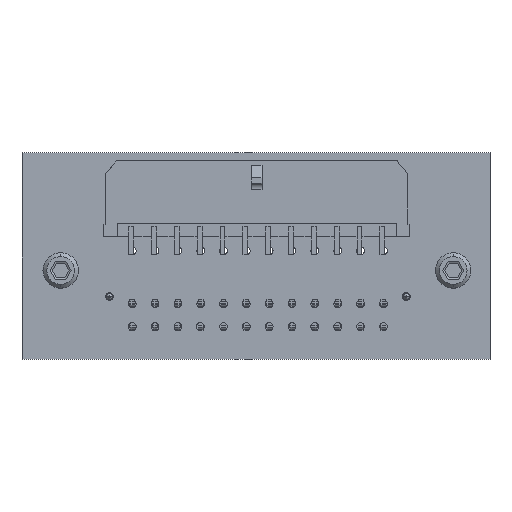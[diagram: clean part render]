
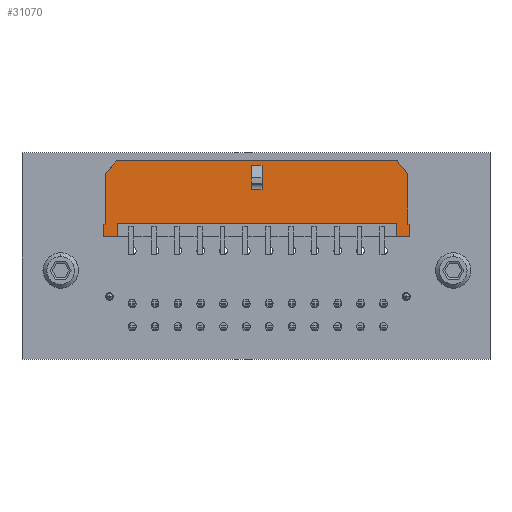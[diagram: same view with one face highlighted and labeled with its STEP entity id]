
A CAD part, top view. The second image highlights one B-rep face of the part: STEP entity #31070.
In plain terms, the highlighted planar face has unit normal (0, 0, 1).
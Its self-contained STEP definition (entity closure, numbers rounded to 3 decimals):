
#29912 = VERTEX_POINT('',#29913);
#29913 = CARTESIAN_POINT('',(94.848,86.837,
    7.245));
#29919 = EDGE_CURVE('',#29912,#29920,#29922,.T.);
#29920 = VERTEX_POINT('',#29921);
#29921 = CARTESIAN_POINT('',(94.848,93.497,
    7.245));
#29922 = LINE('',#29923,#29924);
#29923 = CARTESIAN_POINT('',(94.848,86.837,
    7.245));
#29924 = VECTOR('',#29925,1.);
#29925 = DIRECTION('',(0.,1.,0.));
#30705 = VERTEX_POINT('',#30706);
#30706 = CARTESIAN_POINT('',(55.198,93.497,
    7.245));
#30712 = EDGE_CURVE('',#30713,#30705,#30715,.T.);
#30713 = VERTEX_POINT('',#30714);
#30714 = CARTESIAN_POINT('',(55.198,86.837,
    7.245));
#30715 = LINE('',#30716,#30717);
#30716 = CARTESIAN_POINT('',(55.198,86.837,
    7.245));
#30717 = VECTOR('',#30718,1.);
#30718 = DIRECTION('',(0.,1.,0.));
#30932 = VERTEX_POINT('',#30933);
#30933 = CARTESIAN_POINT('',(56.582,95.147,
    7.245));
#30939 = EDGE_CURVE('',#30705,#30932,#30940,.T.);
#30940 = LINE('',#30941,#30942);
#30941 = CARTESIAN_POINT('',(55.198,93.497,
    7.245));
#30942 = VECTOR('',#30943,1.);
#30943 = DIRECTION('',(0.643,0.766,
    0.));
#31020 = EDGE_CURVE('',#31021,#29920,#31023,.T.);
#31021 = VERTEX_POINT('',#31022);
#31022 = CARTESIAN_POINT('',(93.463,95.147,
    7.245));
#31023 = LINE('',#31024,#31025);
#31024 = CARTESIAN_POINT('',(93.463,95.147,
    7.245));
#31025 = VECTOR('',#31026,1.);
#31026 = DIRECTION('',(0.643,-0.766,
    0.));
#31070 = ADVANCED_FACE('',(#31071,#31153),#31187,.T.);
#31071 = FACE_BOUND('',#31072,.F.);
#31072 = EDGE_LOOP('',(#31073,#31083,#31091,#31099,#31107,#31115,#31121,
    #31122,#31123,#31129,#31130,#31131,#31139,#31147));
#31073 = ORIENTED_EDGE('',*,*,#31074,.T.);
#31074 = EDGE_CURVE('',#31075,#31077,#31079,.T.);
#31075 = VERTEX_POINT('',#31076);
#31076 = CARTESIAN_POINT('',(93.348,85.237,
    7.245));
#31077 = VERTEX_POINT('',#31078);
#31078 = CARTESIAN_POINT('',(93.348,86.987,
    7.245));
#31079 = LINE('',#31080,#31081);
#31080 = CARTESIAN_POINT('',(93.348,85.237,
    7.245));
#31081 = VECTOR('',#31082,1.);
#31082 = DIRECTION('',(0.,1.,0.));
#31083 = ORIENTED_EDGE('',*,*,#31084,.T.);
#31084 = EDGE_CURVE('',#31077,#31085,#31087,.T.);
#31085 = VERTEX_POINT('',#31086);
#31086 = CARTESIAN_POINT('',(56.698,86.987,
    7.245));
#31087 = LINE('',#31088,#31089);
#31088 = CARTESIAN_POINT('',(93.348,86.987,
    7.245));
#31089 = VECTOR('',#31090,1.);
#31090 = DIRECTION('',(-1.,0.,0.));
#31091 = ORIENTED_EDGE('',*,*,#31092,.F.);
#31092 = EDGE_CURVE('',#31093,#31085,#31095,.T.);
#31093 = VERTEX_POINT('',#31094);
#31094 = CARTESIAN_POINT('',(56.698,85.237,
    7.245));
#31095 = LINE('',#31096,#31097);
#31096 = CARTESIAN_POINT('',(56.698,85.237,
    7.245));
#31097 = VECTOR('',#31098,1.);
#31098 = DIRECTION('',(0.,1.,0.));
#31099 = ORIENTED_EDGE('',*,*,#31100,.F.);
#31100 = EDGE_CURVE('',#31101,#31093,#31103,.T.);
#31101 = VERTEX_POINT('',#31102);
#31102 = CARTESIAN_POINT('',(54.948,85.237,
    7.245));
#31103 = LINE('',#31104,#31105);
#31104 = CARTESIAN_POINT('',(54.948,85.237,
    7.245));
#31105 = VECTOR('',#31106,1.);
#31106 = DIRECTION('',(1.,0.,0.));
#31107 = ORIENTED_EDGE('',*,*,#31108,.F.);
#31108 = EDGE_CURVE('',#31109,#31101,#31111,.T.);
#31109 = VERTEX_POINT('',#31110);
#31110 = CARTESIAN_POINT('',(54.948,86.837,
    7.245));
#31111 = LINE('',#31112,#31113);
#31112 = CARTESIAN_POINT('',(54.948,86.837,
    7.245));
#31113 = VECTOR('',#31114,1.);
#31114 = DIRECTION('',(0.,-1.,0.));
#31115 = ORIENTED_EDGE('',*,*,#31116,.F.);
#31116 = EDGE_CURVE('',#30713,#31109,#31117,.T.);
#31117 = LINE('',#31118,#31119);
#31118 = CARTESIAN_POINT('',(55.198,86.837,
    7.245));
#31119 = VECTOR('',#31120,1.);
#31120 = DIRECTION('',(-1.,0.,0.));
#31121 = ORIENTED_EDGE('',*,*,#30712,.T.);
#31122 = ORIENTED_EDGE('',*,*,#30939,.T.);
#31123 = ORIENTED_EDGE('',*,*,#31124,.F.);
#31124 = EDGE_CURVE('',#31021,#30932,#31125,.T.);
#31125 = LINE('',#31126,#31127);
#31126 = CARTESIAN_POINT('',(93.463,95.147,
    7.245));
#31127 = VECTOR('',#31128,1.);
#31128 = DIRECTION('',(-1.,0.,0.));
#31129 = ORIENTED_EDGE('',*,*,#31020,.T.);
#31130 = ORIENTED_EDGE('',*,*,#29919,.F.);
#31131 = ORIENTED_EDGE('',*,*,#31132,.F.);
#31132 = EDGE_CURVE('',#31133,#29912,#31135,.T.);
#31133 = VERTEX_POINT('',#31134);
#31134 = CARTESIAN_POINT('',(95.098,86.837,
    7.245));
#31135 = LINE('',#31136,#31137);
#31136 = CARTESIAN_POINT('',(95.098,86.837,
    7.245));
#31137 = VECTOR('',#31138,1.);
#31138 = DIRECTION('',(-1.,0.,0.));
#31139 = ORIENTED_EDGE('',*,*,#31140,.F.);
#31140 = EDGE_CURVE('',#31141,#31133,#31143,.T.);
#31141 = VERTEX_POINT('',#31142);
#31142 = CARTESIAN_POINT('',(95.098,85.237,
    7.245));
#31143 = LINE('',#31144,#31145);
#31144 = CARTESIAN_POINT('',(95.098,85.237,
    7.245));
#31145 = VECTOR('',#31146,1.);
#31146 = DIRECTION('',(0.,1.,0.));
#31147 = ORIENTED_EDGE('',*,*,#31148,.F.);
#31148 = EDGE_CURVE('',#31075,#31141,#31149,.T.);
#31149 = LINE('',#31150,#31151);
#31150 = CARTESIAN_POINT('',(93.348,85.237,
    7.245));
#31151 = VECTOR('',#31152,1.);
#31152 = DIRECTION('',(1.,0.,0.));
#31153 = FACE_BOUND('',#31154,.F.);
#31154 = EDGE_LOOP('',(#31155,#31165,#31173,#31181));
#31155 = ORIENTED_EDGE('',*,*,#31156,.F.);
#31156 = EDGE_CURVE('',#31157,#31159,#31161,.T.);
#31157 = VERTEX_POINT('',#31158);
#31158 = CARTESIAN_POINT('',(75.723,94.607,
    7.245));
#31159 = VERTEX_POINT('',#31160);
#31160 = CARTESIAN_POINT('',(75.723,91.447,
    7.245));
#31161 = LINE('',#31162,#31163);
#31162 = CARTESIAN_POINT('',(75.723,94.607,
    7.245));
#31163 = VECTOR('',#31164,1.);
#31164 = DIRECTION('',(0.,-1.,0.));
#31165 = ORIENTED_EDGE('',*,*,#31166,.T.);
#31166 = EDGE_CURVE('',#31157,#31167,#31169,.T.);
#31167 = VERTEX_POINT('',#31168);
#31168 = CARTESIAN_POINT('',(74.323,94.607,
    7.245));
#31169 = LINE('',#31170,#31171);
#31170 = CARTESIAN_POINT('',(75.723,94.607,
    7.245));
#31171 = VECTOR('',#31172,1.);
#31172 = DIRECTION('',(-1.,0.,0.));
#31173 = ORIENTED_EDGE('',*,*,#31174,.T.);
#31174 = EDGE_CURVE('',#31167,#31175,#31177,.T.);
#31175 = VERTEX_POINT('',#31176);
#31176 = CARTESIAN_POINT('',(74.323,91.447,
    7.245));
#31177 = LINE('',#31178,#31179);
#31178 = CARTESIAN_POINT('',(74.323,94.607,
    7.245));
#31179 = VECTOR('',#31180,1.);
#31180 = DIRECTION('',(0.,-1.,0.));
#31181 = ORIENTED_EDGE('',*,*,#31182,.F.);
#31182 = EDGE_CURVE('',#31159,#31175,#31183,.T.);
#31183 = LINE('',#31184,#31185);
#31184 = CARTESIAN_POINT('',(75.723,91.447,
    7.245));
#31185 = VECTOR('',#31186,1.);
#31186 = DIRECTION('',(-1.,0.,0.));
#31187 = PLANE('',#31188);
#31188 = AXIS2_PLACEMENT_3D('',#31189,#31190,#31191);
#31189 = CARTESIAN_POINT('',(94.848,85.237,
    7.245));
#31190 = DIRECTION('',(0.,0.,1.));
#31191 = DIRECTION('',(0.,1.,0.));
